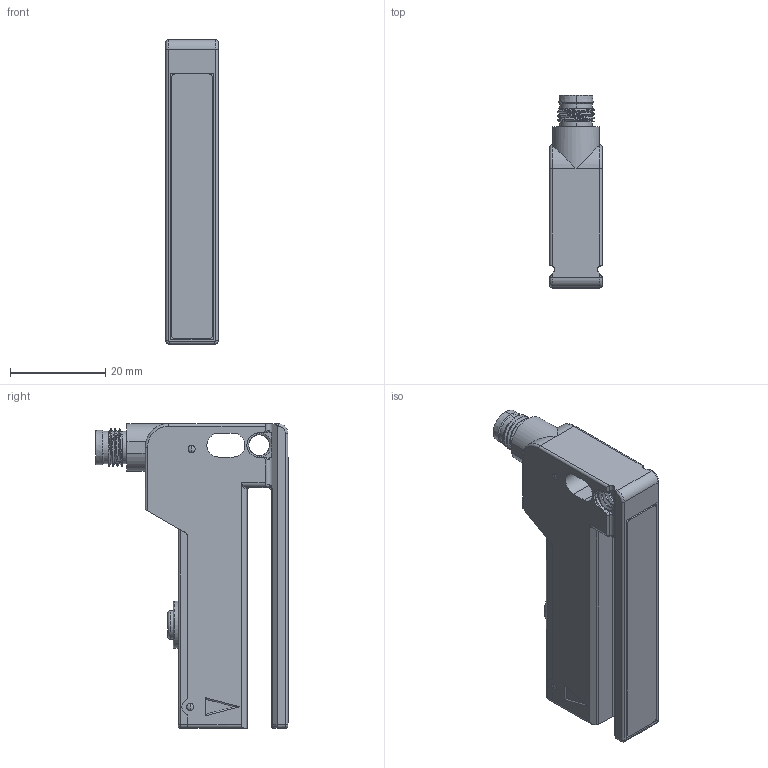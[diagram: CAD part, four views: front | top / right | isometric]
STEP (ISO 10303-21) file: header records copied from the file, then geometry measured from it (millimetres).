
FILE_DESCRIPTION((''),'2;1');
FILE_NAME('209479_ASM','2019-05-09T10:05:47',('pdmadmin'),('BANNER ENGINEERING'),'CREO PARAMETRIC BY PTC INC, 2018300','CREO PARAMETRIC BY PTC INC, 2018300','');
FILE_SCHEMA(('CONFIG_CONTROL_DESIGN'));
Length unit declared in the file: millimetre
Products named in the file (4): 209479-BASE; 209479-COVER; 209479-PIN; 209479_ASM
Assembly tree (4 placements, depth 2):
  209479_ASM
    209479-BASE
    209479-COVER
    209479-PIN  x2
Bounding box: 11.15 x 40.55 x 64 mm (x, y, z)
Volume: 14619.4 mm3; surface area: 7895.1 mm2
Topology: 4 solids, 4 shells, 300 faces, 773 edges, 478 vertices
Faces by surface type: cylinder 131, plane 86, bspline 42, sphere 19, torus 14, cone 8
Entity records: 14139 total; most frequent: CARTESIAN_POINT 7250, ORIENTED_EDGE 1482, DIRECTION 1325, EDGE_CURVE 741, AXIS2_PLACEMENT_3D 494, VERTEX_POINT 468, VECTOR 337, LINE 337
